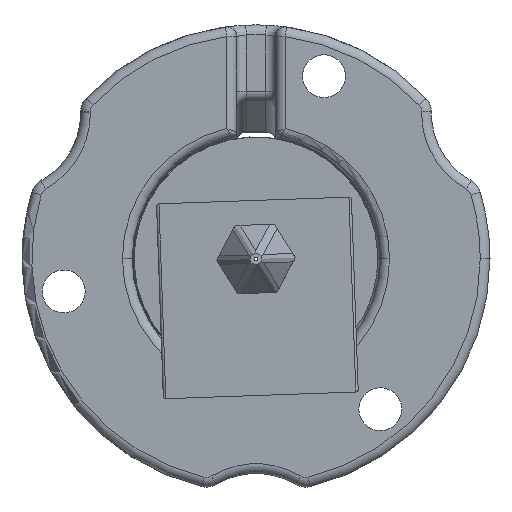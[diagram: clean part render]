
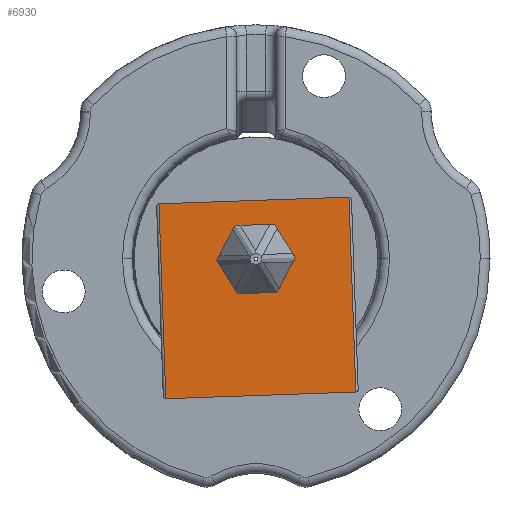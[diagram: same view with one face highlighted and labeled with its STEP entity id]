
A CAD part, front view. The second image highlights one B-rep face of the part: STEP entity #6930.
In plain terms, the highlighted face is planar.
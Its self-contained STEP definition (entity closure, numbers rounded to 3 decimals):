
#303 = DIRECTION ( 'NONE',  ( 0., 1., 0. ) ) ;
#520 = CARTESIAN_POINT ( 'NONE',  ( 9.75, 10., 0. ) ) ;
#569 = PLANE ( 'NONE',  #24309 ) ;
#791 = CARTESIAN_POINT ( 'NONE',  ( 0., 4., 0. ) ) ;
#821 = CARTESIAN_POINT ( 'NONE',  ( 0., 0., 0. ) ) ;
#1954 = EDGE_CURVE ( 'NONE', #5296, #10925, #21518, .T. ) ;
#2085 = ORIENTED_EDGE ( 'NONE', *, *, #14135, .T. ) ;
#3006 = ORIENTED_EDGE ( 'NONE', *, *, #11531, .T. ) ;
#4435 = VECTOR ( 'NONE', #303, 1000. ) ;
#4757 = DIRECTION ( 'NONE',  ( 1., 0., 0. ) ) ;
#5131 = CARTESIAN_POINT ( 'NONE',  ( -3., 4., 0. ) ) ;
#5296 = VERTEX_POINT ( 'NONE', #22833 ) ;
#5792 = CARTESIAN_POINT ( 'NONE',  ( -9.75, 0., 0. ) ) ;
#6081 = EDGE_LOOP ( 'NONE', ( #25125, #20551, #25373, #3006 ) ) ;
#6319 = FACE_BOUND ( 'NONE', #20362, .T. ) ;
#6574 = AXIS2_PLACEMENT_3D ( 'NONE', #791, #16444, #4757 ) ;
#6709 = EDGE_CURVE ( 'NONE', #5296, #18766, #8576, .T. ) ;
#6930 = ADVANCED_FACE ( 'NONE', ( #6319, #18162 ), #569, .F. ) ;
#7388 = CARTESIAN_POINT ( 'NONE',  ( -10., 10., 0. ) ) ;
#8576 = LINE ( 'NONE', #24995, #24712 ) ;
#10925 = VERTEX_POINT ( 'NONE', #19091 ) ;
#11531 = EDGE_CURVE ( 'NONE', #19140, #18766, #17712, .T. ) ;
#12195 = DIRECTION ( 'NONE',  ( 0., -1., 0. ) ) ;
#12596 = VECTOR ( 'NONE', #12195, 1000. ) ;
#12736 = AXIS2_PLACEMENT_3D ( 'NONE', #19147, #16826, #20965 ) ;
#14006 = EDGE_CURVE ( 'NONE', #14232, #16108, #20978, .T. ) ;
#14117 = CARTESIAN_POINT ( 'NONE',  ( 9.75, 0., 0. ) ) ;
#14123 = ORIENTED_EDGE ( 'NONE', *, *, #14006, .T. ) ;
#14135 = EDGE_CURVE ( 'NONE', #16108, #14232, #22602, .T. ) ;
#14232 = VERTEX_POINT ( 'NONE', #5131 ) ;
#15966 = DIRECTION ( 'NONE',  ( 1., 0., 0. ) ) ;
#16108 = VERTEX_POINT ( 'NONE', #21751 ) ;
#16444 = DIRECTION ( 'NONE',  ( 0., 0., 1. ) ) ;
#16826 = DIRECTION ( 'NONE',  ( 0., 0., 1. ) ) ;
#17034 = VECTOR ( 'NONE', #17292, 1000. ) ;
#17292 = DIRECTION ( 'NONE',  ( -1., 0., 0. ) ) ;
#17712 = LINE ( 'NONE', #14117, #12596 ) ;
#18162 = FACE_OUTER_BOUND ( 'NONE', #6081, .T. ) ;
#18766 = VERTEX_POINT ( 'NONE', #22129 ) ;
#19091 = CARTESIAN_POINT ( 'NONE',  ( -9.75, 10., 0. ) ) ;
#19140 = VERTEX_POINT ( 'NONE', #520 ) ;
#19147 = CARTESIAN_POINT ( 'NONE',  ( 0., 4., 0. ) ) ;
#20362 = EDGE_LOOP ( 'NONE', ( #2085, #14123 ) ) ;
#20551 = ORIENTED_EDGE ( 'NONE', *, *, #1954, .T. ) ;
#20965 = DIRECTION ( 'NONE',  ( 1., 0., 0. ) ) ;
#20978 = CIRCLE ( 'NONE', #6574, 3. ) ;
#21518 = LINE ( 'NONE', #5792, #4435 ) ;
#21751 = CARTESIAN_POINT ( 'NONE',  ( 3., 4., 0. ) ) ;
#22129 = CARTESIAN_POINT ( 'NONE',  ( 9.75, -10., 0. ) ) ;
#22211 = DIRECTION ( 'NONE',  ( 1., 0., 0. ) ) ;
#22278 = DIRECTION ( 'NONE',  ( 0., 0., 1. ) ) ;
#22602 = CIRCLE ( 'NONE', #12736, 3. ) ;
#22833 = CARTESIAN_POINT ( 'NONE',  ( -9.75, -10., 0. ) ) ;
#24298 = EDGE_CURVE ( 'NONE', #19140, #10925, #25016, .T. ) ;
#24309 = AXIS2_PLACEMENT_3D ( 'NONE', #821, #22278, #15966 ) ;
#24712 = VECTOR ( 'NONE', #22211, 1000. ) ;
#24995 = CARTESIAN_POINT ( 'NONE',  ( -10., -10., 0. ) ) ;
#25016 = LINE ( 'NONE', #7388, #17034 ) ;
#25125 = ORIENTED_EDGE ( 'NONE', *, *, #6709, .F. ) ;
#25373 = ORIENTED_EDGE ( 'NONE', *, *, #24298, .F. ) ;
